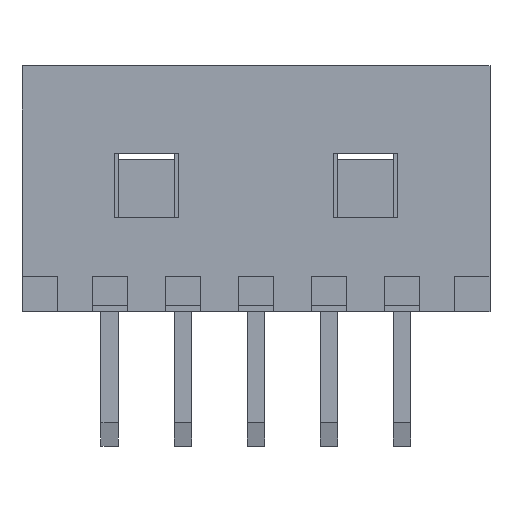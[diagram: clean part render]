
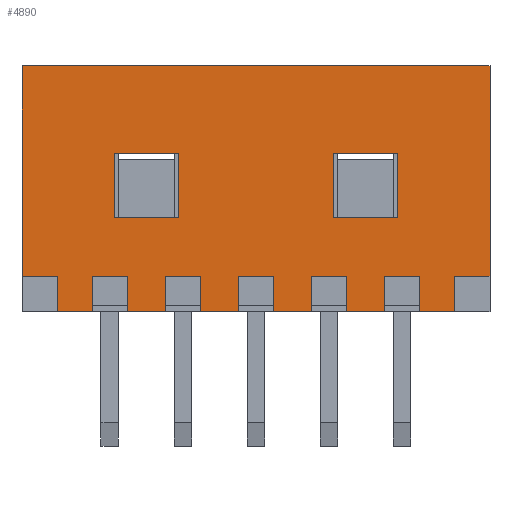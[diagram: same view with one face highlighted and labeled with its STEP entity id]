
A CAD part, front view. The second image highlights one B-rep face of the part: STEP entity #4890.
In plain terms, the highlighted face is planar.
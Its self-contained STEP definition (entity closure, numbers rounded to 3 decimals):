
#688=ORIENTED_EDGE('',*,*,#1137,.T.);
#689=ORIENTED_EDGE('',*,*,#1146,.T.);
#690=ORIENTED_EDGE('',*,*,#1141,.T.);
#691=ORIENTED_EDGE('',*,*,#1144,.T.);
#692=ORIENTED_EDGE('',*,*,#1235,.F.);
#693=ORIENTED_EDGE('',*,*,#1148,.F.);
#694=ORIENTED_EDGE('',*,*,#1244,.T.);
#695=ORIENTED_EDGE('',*,*,#1427,.T.);
#696=ORIENTED_EDGE('',*,*,#1257,.F.);
#697=ORIENTED_EDGE('',*,*,#1155,.F.);
#698=ORIENTED_EDGE('',*,*,#1266,.T.);
#699=ORIENTED_EDGE('',*,*,#1426,.T.);
#700=ORIENTED_EDGE('',*,*,#1279,.F.);
#701=ORIENTED_EDGE('',*,*,#1162,.F.);
#702=ORIENTED_EDGE('',*,*,#1288,.T.);
#703=ORIENTED_EDGE('',*,*,#1425,.T.);
#704=ORIENTED_EDGE('',*,*,#1301,.F.);
#705=ORIENTED_EDGE('',*,*,#1169,.F.);
#706=ORIENTED_EDGE('',*,*,#1310,.T.);
#707=ORIENTED_EDGE('',*,*,#1424,.T.);
#708=ORIENTED_EDGE('',*,*,#1335,.F.);
#709=ORIENTED_EDGE('',*,*,#1176,.F.);
#710=ORIENTED_EDGE('',*,*,#1344,.T.);
#711=ORIENTED_EDGE('',*,*,#1423,.T.);
#712=ORIENTED_EDGE('',*,*,#1221,.F.);
#713=ORIENTED_EDGE('',*,*,#1224,.F.);
#714=ORIENTED_EDGE('',*,*,#1396,.F.);
#715=ORIENTED_EDGE('',*,*,#1407,.F.);
#716=ORIENTED_EDGE('',*,*,#1397,.T.);
#717=ORIENTED_EDGE('',*,*,#1233,.F.);
#718=ORIENTED_EDGE('',*,*,#1230,.F.);
#719=ORIENTED_EDGE('',*,*,#1428,.T.);
#720=ORIENTED_EDGE('',*,*,#1331,.T.);
#721=ORIENTED_EDGE('',*,*,#1328,.T.);
#722=ORIENTED_EDGE('',*,*,#1333,.T.);
#723=ORIENTED_EDGE('',*,*,#1324,.T.);
#1137=EDGE_CURVE('',#1643,#1642,#1988,.T.);
#1141=EDGE_CURVE('',#1647,#1646,#1992,.T.);
#1144=EDGE_CURVE('',#1646,#1643,#1995,.T.);
#1146=EDGE_CURVE('',#1642,#1647,#1997,.T.);
#1148=EDGE_CURVE('',#1649,#1650,#1999,.T.);
#1155=EDGE_CURVE('',#1655,#1656,#2006,.T.);
#1162=EDGE_CURVE('',#1661,#1662,#2013,.T.);
#1169=EDGE_CURVE('',#1667,#1668,#2020,.T.);
#1176=EDGE_CURVE('',#1673,#1674,#2027,.T.);
#1221=EDGE_CURVE('',#1707,#1708,#2072,.T.);
#1224=EDGE_CURVE('',#1709,#1707,#2075,.T.);
#1230=EDGE_CURVE('',#1714,#1715,#2081,.T.);
#1233=EDGE_CURVE('',#1715,#1716,#2084,.T.);
#1235=EDGE_CURVE('',#1650,#1717,#2086,.T.);
#1244=EDGE_CURVE('',#1649,#1722,#2095,.T.);
#1257=EDGE_CURVE('',#1656,#1731,#2108,.T.);
#1266=EDGE_CURVE('',#1655,#1736,#2117,.T.);
#1279=EDGE_CURVE('',#1662,#1745,#2130,.T.);
#1288=EDGE_CURVE('',#1661,#1750,#2139,.T.);
#1301=EDGE_CURVE('',#1668,#1759,#2152,.T.);
#1310=EDGE_CURVE('',#1667,#1764,#2161,.T.);
#1324=EDGE_CURVE('',#1775,#1774,#2175,.T.);
#1328=EDGE_CURVE('',#1779,#1778,#2179,.T.);
#1331=EDGE_CURVE('',#1774,#1779,#2182,.T.);
#1333=EDGE_CURVE('',#1778,#1775,#2184,.T.);
#1335=EDGE_CURVE('',#1674,#1781,#2186,.T.);
#1344=EDGE_CURVE('',#1673,#1786,#2195,.T.);
#1396=EDGE_CURVE('',#1812,#1709,#2247,.T.);
#1397=EDGE_CURVE('',#1813,#1716,#2248,.T.);
#1407=EDGE_CURVE('',#1813,#1812,#2258,.T.);
#1423=EDGE_CURVE('',#1786,#1708,#2274,.T.);
#1424=EDGE_CURVE('',#1764,#1781,#2275,.T.);
#1425=EDGE_CURVE('',#1750,#1759,#2276,.T.);
#1426=EDGE_CURVE('',#1736,#1745,#2277,.T.);
#1427=EDGE_CURVE('',#1722,#1731,#2278,.T.);
#1428=EDGE_CURVE('',#1714,#1717,#2279,.T.);
#1642=VERTEX_POINT('',#6195);
#1643=VERTEX_POINT('',#6197);
#1646=VERTEX_POINT('',#6204);
#1647=VERTEX_POINT('',#6206);
#1649=VERTEX_POINT('',#6218);
#1650=VERTEX_POINT('',#6219);
#1655=VERTEX_POINT('',#6233);
#1656=VERTEX_POINT('',#6234);
#1661=VERTEX_POINT('',#6248);
#1662=VERTEX_POINT('',#6249);
#1667=VERTEX_POINT('',#6263);
#1668=VERTEX_POINT('',#6264);
#1673=VERTEX_POINT('',#6278);
#1674=VERTEX_POINT('',#6279);
#1707=VERTEX_POINT('',#6371);
#1708=VERTEX_POINT('',#6372);
#1709=VERTEX_POINT('',#6377);
#1714=VERTEX_POINT('',#6390);
#1715=VERTEX_POINT('',#6391);
#1716=VERTEX_POINT('',#6396);
#1717=VERTEX_POINT('',#6400);
#1722=VERTEX_POINT('',#6415);
#1731=VERTEX_POINT('',#6444);
#1736=VERTEX_POINT('',#6459);
#1745=VERTEX_POINT('',#6488);
#1750=VERTEX_POINT('',#6503);
#1759=VERTEX_POINT('',#6532);
#1764=VERTEX_POINT('',#6547);
#1774=VERTEX_POINT('',#6577);
#1775=VERTEX_POINT('',#6579);
#1778=VERTEX_POINT('',#6586);
#1779=VERTEX_POINT('',#6588);
#1781=VERTEX_POINT('',#6600);
#1786=VERTEX_POINT('',#6615);
#1812=VERTEX_POINT('',#6717);
#1813=VERTEX_POINT('',#6721);
#1988=LINE('',#6196,#2503);
#1992=LINE('',#6205,#2507);
#1995=LINE('',#6211,#2510);
#1997=LINE('',#6214,#2512);
#1999=LINE('',#6217,#2514);
#2006=LINE('',#6232,#2521);
#2013=LINE('',#6247,#2528);
#2020=LINE('',#6262,#2535);
#2027=LINE('',#6277,#2542);
#2072=LINE('',#6370,#2587);
#2075=LINE('',#6376,#2590);
#2081=LINE('',#6389,#2596);
#2084=LINE('',#6395,#2599);
#2086=LINE('',#6399,#2601);
#2095=LINE('',#6416,#2610);
#2108=LINE('',#6443,#2623);
#2117=LINE('',#6460,#2632);
#2130=LINE('',#6487,#2645);
#2139=LINE('',#6504,#2654);
#2152=LINE('',#6531,#2667);
#2161=LINE('',#6548,#2676);
#2175=LINE('',#6578,#2690);
#2179=LINE('',#6587,#2694);
#2182=LINE('',#6593,#2697);
#2184=LINE('',#6596,#2699);
#2186=LINE('',#6599,#2701);
#2195=LINE('',#6616,#2710);
#2247=LINE('',#6718,#2762);
#2248=LINE('',#6720,#2763);
#2258=LINE('',#6734,#2773);
#2274=LINE('',#6761,#2789);
#2275=LINE('',#6762,#2790);
#2276=LINE('',#6763,#2791);
#2277=LINE('',#6764,#2792);
#2278=LINE('',#6765,#2793);
#2279=LINE('',#6766,#2794);
#2503=VECTOR('',#5254,1000.);
#2507=VECTOR('',#5260,1000.);
#2510=VECTOR('',#5265,1000.);
#2512=VECTOR('',#5269,1000.);
#2514=VECTOR('',#5273,1000.);
#2521=VECTOR('',#5284,1000.);
#2528=VECTOR('',#5295,1000.);
#2535=VECTOR('',#5306,1000.);
#2542=VECTOR('',#5317,1000.);
#2587=VECTOR('',#5390,1000.);
#2590=VECTOR('',#5395,1000.);
#2596=VECTOR('',#5405,1000.);
#2599=VECTOR('',#5410,1000.);
#2601=VECTOR('',#5414,1000.);
#2610=VECTOR('',#5427,1000.);
#2623=VECTOR('',#5452,1000.);
#2632=VECTOR('',#5465,1000.);
#2645=VECTOR('',#5490,1000.);
#2654=VECTOR('',#5503,1000.);
#2667=VECTOR('',#5528,1000.);
#2676=VECTOR('',#5541,1000.);
#2690=VECTOR('',#5567,1000.);
#2694=VECTOR('',#5573,1000.);
#2697=VECTOR('',#5578,1000.);
#2699=VECTOR('',#5582,1000.);
#2701=VECTOR('',#5586,1000.);
#2710=VECTOR('',#5599,1000.);
#2762=VECTOR('',#5699,1000.);
#2763=VECTOR('',#5702,1000.);
#2773=VECTOR('',#5716,1000.);
#2789=VECTOR('',#5734,1000.);
#2790=VECTOR('',#5735,1000.);
#2791=VECTOR('',#5736,1000.);
#2792=VECTOR('',#5737,1000.);
#2793=VECTOR('',#5738,1000.);
#2794=VECTOR('',#5739,1000.);
#3062=EDGE_LOOP('',(#688,#689,#690,#691));
#3063=EDGE_LOOP('',(#692,#693,#694,#695,#696,#697,#698,#699,#700,#701,#702,
#703,#704,#705,#706,#707,#708,#709,#710,#711,#712,#713,#714,#715,#716,#717,
#718,#719));
#3064=EDGE_LOOP('',(#720,#721,#722,#723));
#3257=FACE_BOUND('',#3062,.T.);
#3258=FACE_BOUND('',#3063,.T.);
#3259=FACE_BOUND('',#3064,.T.);
#3440=PLANE('',#5078);
#4890=ADVANCED_FACE('',(#3257,#3258,#3259),#3440,.T.);
#5078=AXIS2_PLACEMENT_3D('',#6773,#5752,#5753);
#5254=DIRECTION('',(0.,0.,1.));
#5260=DIRECTION('',(0.,0.,-1.));
#5265=DIRECTION('',(1.,0.,0.));
#5269=DIRECTION('',(-1.,0.,0.));
#5273=DIRECTION('',(1.,0.,0.));
#5284=DIRECTION('',(1.,0.,0.));
#5295=DIRECTION('',(1.,0.,0.));
#5306=DIRECTION('',(1.,0.,0.));
#5317=DIRECTION('',(1.,0.,0.));
#5390=DIRECTION('',(0.,0.,-1.));
#5395=DIRECTION('',(1.,0.,0.));
#5405=DIRECTION('',(0.,0.,1.));
#5410=DIRECTION('',(1.,0.,0.));
#5414=DIRECTION('',(0.,0.,-1.));
#5427=DIRECTION('',(0.,0.,-1.));
#5452=DIRECTION('',(0.,0.,-1.));
#5465=DIRECTION('',(0.,0.,-1.));
#5490=DIRECTION('',(0.,0.,-1.));
#5503=DIRECTION('',(0.,0.,-1.));
#5528=DIRECTION('',(0.,0.,-1.));
#5541=DIRECTION('',(0.,0.,-1.));
#5567=DIRECTION('',(0.,0.,-1.));
#5573=DIRECTION('',(0.,0.,1.));
#5578=DIRECTION('',(1.,0.,0.));
#5582=DIRECTION('',(-1.,0.,0.));
#5586=DIRECTION('',(0.,0.,-1.));
#5599=DIRECTION('',(0.,0.,-1.));
#5699=DIRECTION('',(0.,0.,-1.));
#5702=DIRECTION('',(0.,0.,-1.));
#5716=DIRECTION('',(-1.,0.,0.));
#5734=DIRECTION('',(-1.,0.,0.));
#5735=DIRECTION('',(-1.,0.,0.));
#5736=DIRECTION('',(-1.,0.,0.));
#5737=DIRECTION('',(-1.,0.,0.));
#5738=DIRECTION('',(-1.,0.,0.));
#5739=DIRECTION('',(-1.,0.,0.));
#5752=DIRECTION('',(0.,1.,0.));
#5753=DIRECTION('',(0.,0.,1.));
#6195=CARTESIAN_POINT('',(2.425,1.6,0.6));
#6196=CARTESIAN_POINT('',(2.425,1.6,-0.5));
#6197=CARTESIAN_POINT('',(2.425,1.6,-0.5));
#6204=CARTESIAN_POINT('',(1.325,1.6,-0.5));
#6205=CARTESIAN_POINT('',(1.325,1.6,0.6));
#6206=CARTESIAN_POINT('',(1.325,1.6,0.6));
#6211=CARTESIAN_POINT('',(1.325,1.6,-0.5));
#6214=CARTESIAN_POINT('',(2.425,1.6,0.6));
#6217=CARTESIAN_POINT('',(2.2,1.6,-1.5));
#6218=CARTESIAN_POINT('',(2.2,1.6,-1.5));
#6219=CARTESIAN_POINT('',(2.8,1.6,-1.5));
#6232=CARTESIAN_POINT('',(0.95,1.6,-1.5));
#6233=CARTESIAN_POINT('',(0.95,1.6,-1.5));
#6234=CARTESIAN_POINT('',(1.55,1.6,-1.5));
#6247=CARTESIAN_POINT('',(-0.3,1.6,-1.5));
#6248=CARTESIAN_POINT('',(-0.3,1.6,-1.5));
#6249=CARTESIAN_POINT('',(0.3,1.6,-1.5));
#6262=CARTESIAN_POINT('',(-1.55,1.6,-1.5));
#6263=CARTESIAN_POINT('',(-1.55,1.6,-1.5));
#6264=CARTESIAN_POINT('',(-0.95,1.6,-1.5));
#6277=CARTESIAN_POINT('',(-2.8,1.6,-1.5));
#6278=CARTESIAN_POINT('',(-2.8,1.6,-1.5));
#6279=CARTESIAN_POINT('',(-2.2,1.6,-1.5));
#6370=CARTESIAN_POINT('',(-3.4,1.6,-1.5));
#6371=CARTESIAN_POINT('',(-3.4,1.6,-1.5));
#6372=CARTESIAN_POINT('',(-3.4,1.6,-2.1));
#6376=CARTESIAN_POINT('',(-4.,1.6,-1.5));
#6377=CARTESIAN_POINT('',(-4.,1.6,-1.5));
#6389=CARTESIAN_POINT('',(3.4,1.6,-2.1));
#6390=CARTESIAN_POINT('',(3.4,1.6,-2.1));
#6391=CARTESIAN_POINT('',(3.4,1.6,-1.5));
#6395=CARTESIAN_POINT('',(3.4,1.6,-1.5));
#6396=CARTESIAN_POINT('',(4.,1.6,-1.5));
#6399=CARTESIAN_POINT('',(2.8,1.6,-2.));
#6400=CARTESIAN_POINT('',(2.8,1.6,-2.1));
#6415=CARTESIAN_POINT('',(2.2,1.6,-2.1));
#6416=CARTESIAN_POINT('',(2.2,1.6,-2.));
#6443=CARTESIAN_POINT('',(1.55,1.6,-2.));
#6444=CARTESIAN_POINT('',(1.55,1.6,-2.1));
#6459=CARTESIAN_POINT('',(0.95,1.6,-2.1));
#6460=CARTESIAN_POINT('',(0.95,1.6,-2.));
#6487=CARTESIAN_POINT('',(0.3,1.6,-2.));
#6488=CARTESIAN_POINT('',(0.3,1.6,-2.1));
#6503=CARTESIAN_POINT('',(-0.3,1.6,-2.1));
#6504=CARTESIAN_POINT('',(-0.3,1.6,-2.));
#6531=CARTESIAN_POINT('',(-0.95,1.6,-2.));
#6532=CARTESIAN_POINT('',(-0.95,1.6,-2.1));
#6547=CARTESIAN_POINT('',(-1.55,1.6,-2.1));
#6548=CARTESIAN_POINT('',(-1.55,1.6,-2.));
#6577=CARTESIAN_POINT('',(-2.425,1.6,-0.5));
#6578=CARTESIAN_POINT('',(-2.425,1.6,0.6));
#6579=CARTESIAN_POINT('',(-2.425,1.6,0.6));
#6586=CARTESIAN_POINT('',(-1.325,1.6,0.6));
#6587=CARTESIAN_POINT('',(-1.325,1.6,-0.5));
#6588=CARTESIAN_POINT('',(-1.325,1.6,-0.5));
#6593=CARTESIAN_POINT('',(-2.425,1.6,-0.5));
#6596=CARTESIAN_POINT('',(-1.325,1.6,0.6));
#6599=CARTESIAN_POINT('',(-2.2,1.6,-2.));
#6600=CARTESIAN_POINT('',(-2.2,1.6,-2.1));
#6615=CARTESIAN_POINT('',(-2.8,1.6,-2.1));
#6616=CARTESIAN_POINT('',(-2.8,1.6,-2.));
#6717=CARTESIAN_POINT('',(-4.,1.6,2.1));
#6718=CARTESIAN_POINT('',(-4.,1.6,2.1));
#6720=CARTESIAN_POINT('',(4.,1.6,2.1));
#6721=CARTESIAN_POINT('',(4.,1.6,2.1));
#6734=CARTESIAN_POINT('',(4.,1.6,2.1));
#6761=CARTESIAN_POINT('',(4.,1.6,-2.1));
#6762=CARTESIAN_POINT('',(4.,1.6,-2.1));
#6763=CARTESIAN_POINT('',(4.,1.6,-2.1));
#6764=CARTESIAN_POINT('',(4.,1.6,-2.1));
#6765=CARTESIAN_POINT('',(4.,1.6,-2.1));
#6766=CARTESIAN_POINT('',(4.,1.6,-2.1));
#6773=CARTESIAN_POINT('',(4.,1.6,2.1));
